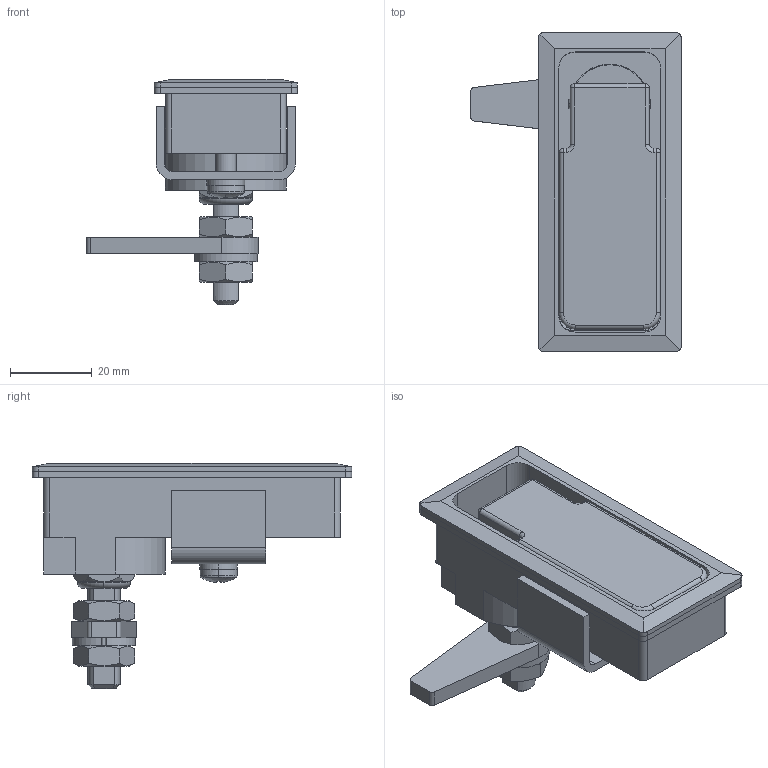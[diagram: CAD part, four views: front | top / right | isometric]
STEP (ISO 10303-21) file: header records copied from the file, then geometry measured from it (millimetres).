
FILE_DESCRIPTION (( 'STEP AP203' ), '1' );
FILE_NAME ('sone3D.STEP', '2017-01-18T02:33:29', ( '' ), ( '' ), 'SwSTEP 2.0', 'SolidWorks 2014', '' );
FILE_SCHEMA (( 'CONFIG_CONTROL_DESIGN' ));
Length unit declared in the file: millimetre
Products named in the file (16): A-1205-3僷僢僉儞B_; スプリングワッシャーM8_JIS B 1251 No.2 8; A-1205-3本体; A-1205ピン; A-1205-3-2僴儞僪儖_; 十字穴付なべねじM5(SW付)_M5 x 12; A-1205-3作動金具_; sone3D; A-1205-3シャフト_; A-1205-3平座金_; A-1205-3僷僢僉儞A_; A-1205-3ナット; A-1205-3僗僩僢僷乕_; A-1205-3Uナット; A-1205取付金具; A-1205止め金_
Assembly tree (16 placements, depth 2):
  sone3D
    A-1205-3本体
    A-1205-3-2僴儞僪儖_
    A-1205-3作動金具_
    A-1205-3シャフト_
    A-1205-3平座金_
    A-1205-3僷僢僉儞A_
    A-1205-3僗僩僢僷乕_
    A-1205取付金具
    A-1205-3僷僢僉儞B_
    A-1205-3ナット  x2
    A-1205-3Uナット
    A-1205止め金_
    スプリングワッシャーM8_JIS B 1251 No.2 8
    A-1205ピン
    十字穴付なべねじM5(SW付)_M5 x 12
Bounding box: 51.5 x 78 x 55.05 mm (x, y, z)
Volume: 34903.5 mm3; surface area: 32732.7 mm2
Topology: 16 solids, 16 shells, 450 faces, 1141 edges, 717 vertices
Faces by surface type: plane 201, cylinder 179, cone 36, torus 18, sphere 15, bspline 1
Entity records: 14829 total; most frequent: CARTESIAN_POINT 2735, DIRECTION 2262, ORIENTED_EDGE 2126, EDGE_CURVE 1063, AXIS2_PLACEMENT_3D 838, VERTEX_POINT 675, LINE 586, VECTOR 586
